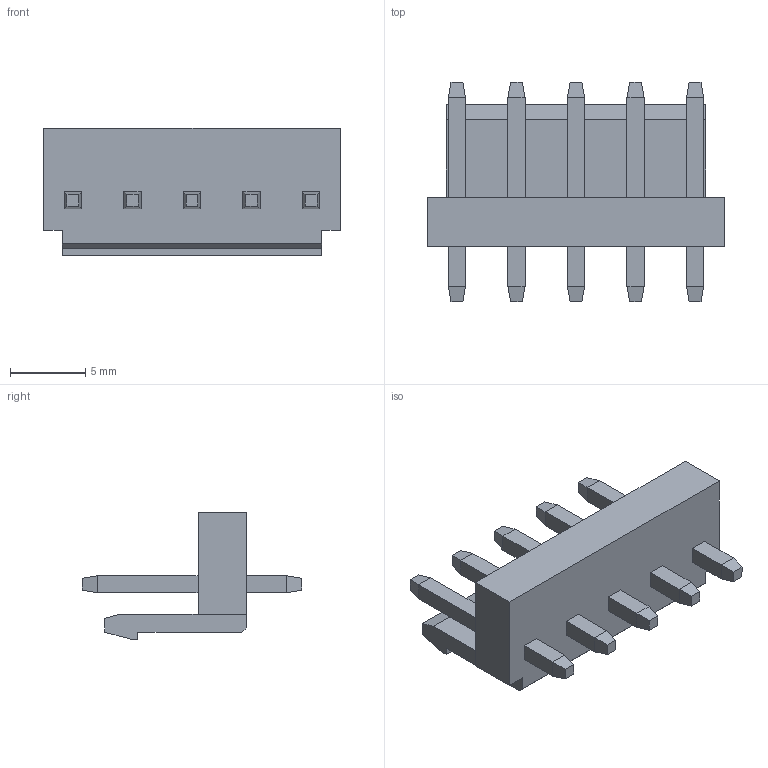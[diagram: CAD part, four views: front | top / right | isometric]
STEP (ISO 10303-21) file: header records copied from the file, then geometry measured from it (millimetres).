
FILE_DESCRIPTION (( 'STEP AP214' ), '1' );
FILE_NAME ('B5P-VH(LF)(SN).STEP', '2021-06-18T13:45:44', ( '' ), ( '' ), 'SwSTEP 2.0', 'SolidWorks 2018', '' );
FILE_SCHEMA (( 'AUTOMOTIVE_DESIGN' ));
Length unit declared in the file: millimetre
Products named in the file (2): B5P-VH(LF)(SN)
Bounding box: 19.74 x 14.6 x 8.5 mm (x, y, z)
Volume: 702 mm3; surface area: 966.1 mm2
Topology: 1 solids, 1 shells, 107 faces, 243 edges, 148 vertices
Faces by surface type: plane 107
Entity records: 4107 total; most frequent: CARTESIAN_POINT 500, ORIENTED_EDGE 486, DIRECTION 461, EDGE_CURVE 243, LINE 243, VECTOR 243, VERTEX_POINT 148, EDGE_LOOP 117
